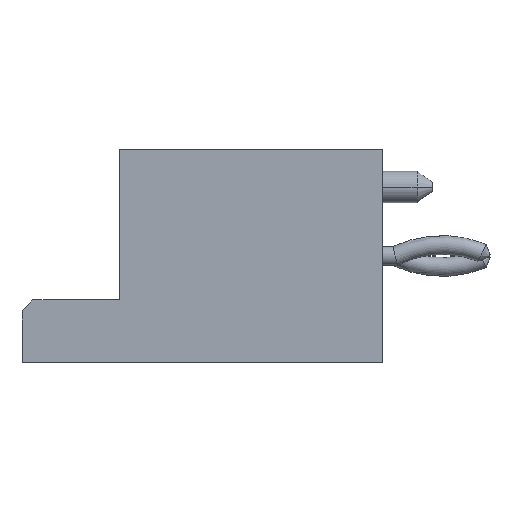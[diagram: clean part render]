
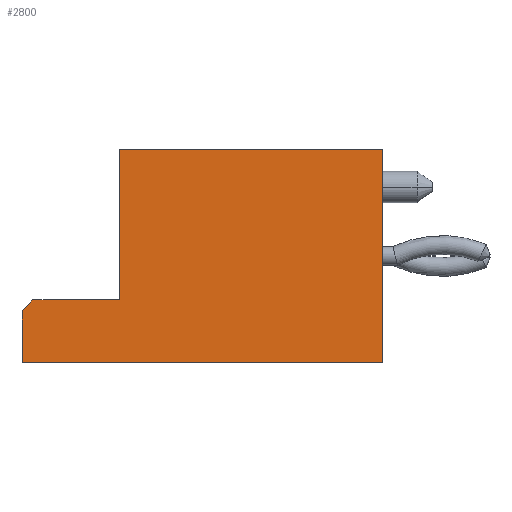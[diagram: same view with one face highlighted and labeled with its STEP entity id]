
A CAD part, left-side view. The second image highlights one B-rep face of the part: STEP entity #2800.
In plain terms, the highlighted planar face has unit normal (-1, 0, 0).
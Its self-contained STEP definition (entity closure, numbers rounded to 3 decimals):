
#1=DIRECTION('',(0.,-1.,0.));
#2=VECTOR('',#1,8.4);
#3=CARTESIAN_POINT('',(-6.2,2.65,3.4));
#4=LINE('',#3,#2);
#5=DIRECTION('',(0.,0.,-1.));
#6=VECTOR('',#5,6.8);
#7=CARTESIAN_POINT('',(-6.2,-5.75,3.4));
#8=LINE('',#7,#6);
#9=DIRECTION('',(0.,1.,0.));
#10=VECTOR('',#9,11.5);
#11=CARTESIAN_POINT('',(-6.2,-5.75,-3.4));
#12=LINE('',#11,#10);
#13=DIRECTION('',(0.,0.,1.));
#14=VECTOR('',#13,1.65);
#15=CARTESIAN_POINT('',(-6.2,5.75,-3.4));
#16=LINE('',#15,#14);
#17=DIRECTION('',(0.,-0.707,0.707));
#18=VECTOR('',#17,0.495);
#19=CARTESIAN_POINT('',(-6.2,5.75,-1.75));
#20=LINE('',#19,#18);
#21=DIRECTION('',(0.,-1.,0.));
#22=VECTOR('',#21,2.75);
#23=CARTESIAN_POINT('',(-6.2,5.4,-1.4));
#24=LINE('',#23,#22);
#25=DIRECTION('',(0.,0.,1.));
#26=VECTOR('',#25,4.8);
#27=CARTESIAN_POINT('',(-6.2,2.65,-1.4));
#28=LINE('',#27,#26);
#2207=CARTESIAN_POINT('',(-6.2,2.65,3.4));
#2208=CARTESIAN_POINT('',(-6.2,-5.75,3.4));
#2209=VERTEX_POINT('',#2207);
#2210=VERTEX_POINT('',#2208);
#2211=CARTESIAN_POINT('',(-6.2,-5.75,-3.4));
#2212=VERTEX_POINT('',#2211);
#2213=CARTESIAN_POINT('',(-6.2,5.75,-3.4));
#2214=VERTEX_POINT('',#2213);
#2215=CARTESIAN_POINT('',(-6.2,5.75,-1.75));
#2216=VERTEX_POINT('',#2215);
#2217=CARTESIAN_POINT('',(-6.2,5.4,-1.4));
#2218=CARTESIAN_POINT('',(-6.2,2.65,-1.4));
#2219=VERTEX_POINT('',#2217);
#2220=VERTEX_POINT('',#2218);
#2779=CARTESIAN_POINT('',(-6.2,0.,0.));
#2780=DIRECTION('',(1.,0.,0.));
#2781=DIRECTION('',(0.,0.,-1.));
#2782=AXIS2_PLACEMENT_3D('',#2779,#2780,#2781);
#2783=PLANE('',#2782);
#2785=ORIENTED_EDGE('',*,*,#2784,.T.);
#2787=ORIENTED_EDGE('',*,*,#2786,.T.);
#2789=ORIENTED_EDGE('',*,*,#2788,.T.);
#2791=ORIENTED_EDGE('',*,*,#2790,.T.);
#2793=ORIENTED_EDGE('',*,*,#2792,.T.);
#2795=ORIENTED_EDGE('',*,*,#2794,.T.);
#2797=ORIENTED_EDGE('',*,*,#2796,.T.);
#2798=EDGE_LOOP('',(#2785,#2787,#2789,#2791,#2793,#2795,#2797));
#2799=FACE_OUTER_BOUND('',#2798,.F.);
#2800=ADVANCED_FACE('',(#2799),#2783,.F.);
#2784=EDGE_CURVE('',#2209,#2210,#4,.T.);
#2786=EDGE_CURVE('',#2210,#2212,#8,.T.);
#2788=EDGE_CURVE('',#2212,#2214,#12,.T.);
#2790=EDGE_CURVE('',#2214,#2216,#16,.T.);
#2792=EDGE_CURVE('',#2216,#2219,#20,.T.);
#2794=EDGE_CURVE('',#2219,#2220,#24,.T.);
#2796=EDGE_CURVE('',#2220,#2209,#28,.T.);
